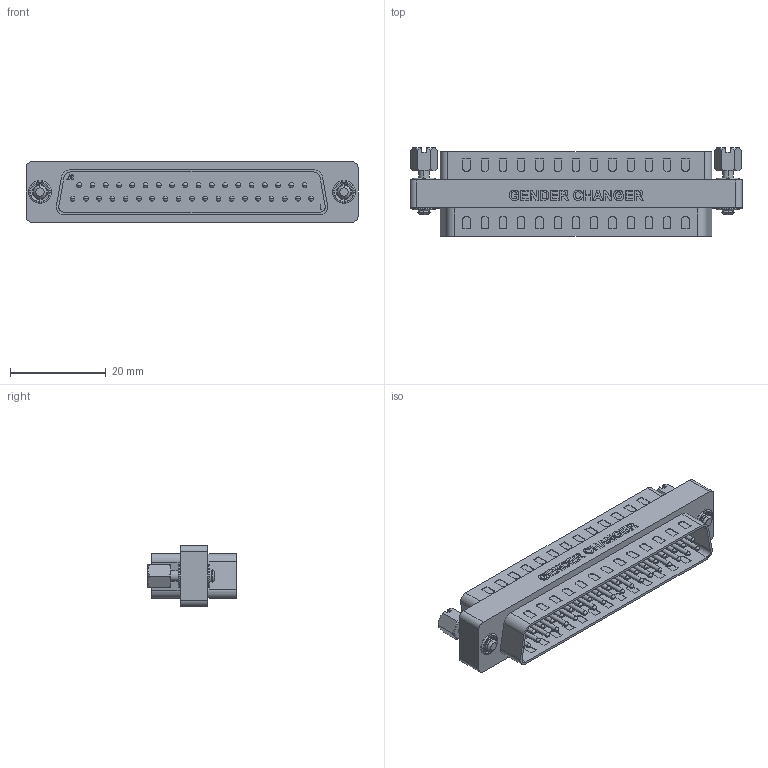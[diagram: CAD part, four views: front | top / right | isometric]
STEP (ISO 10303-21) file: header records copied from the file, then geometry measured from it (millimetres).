
FILE_DESCRIPTION (( 'STEP AP214' ), '1' );
FILE_NAME ('DGB37M.STEP', '2017-12-11T20:05:57', ( '' ), ( '' ), 'SwSTEP 2.0', 'SolidWorks 2014', '' );
FILE_SCHEMA (( 'AUTOMOTIVE_DESIGN' ));
Length unit declared in the file: inch
Products named in the file (4): 3AA05-002; DGB37M; DGBH37F-MA1_GENDER CHANGER; SD37P_Without Mounting Flange and Solder Cups
Assembly tree (5 placements, depth 2):
  DGB37M
    DGBH37F-MA1_GENDER CHANGER
    SD37P_Without Mounting Flange and Solder Cups  x2
    3AA05-002  x2
Bounding box: 69.34 x 18.49 x 12.7 mm (x, y, z)
Volume: 6293.7 mm3; surface area: 9604.8 mm2
Topology: 5 solids, 5 shells, 1603 faces, 4248 edges, 2720 vertices
Faces by surface type: plane 809, cylinder 436, sphere 160, bspline 126, cone 60, torus 12
Entity records: 45641 total; most frequent: CARTESIAN_POINT 12052, ORIENTED_EDGE 4850, DIRECTION 4509, EDGE_CURVE 2425, VECTOR 1595, LINE 1595, VERTEX_POINT 1584, AXIS2_PLACEMENT_3D 1457
